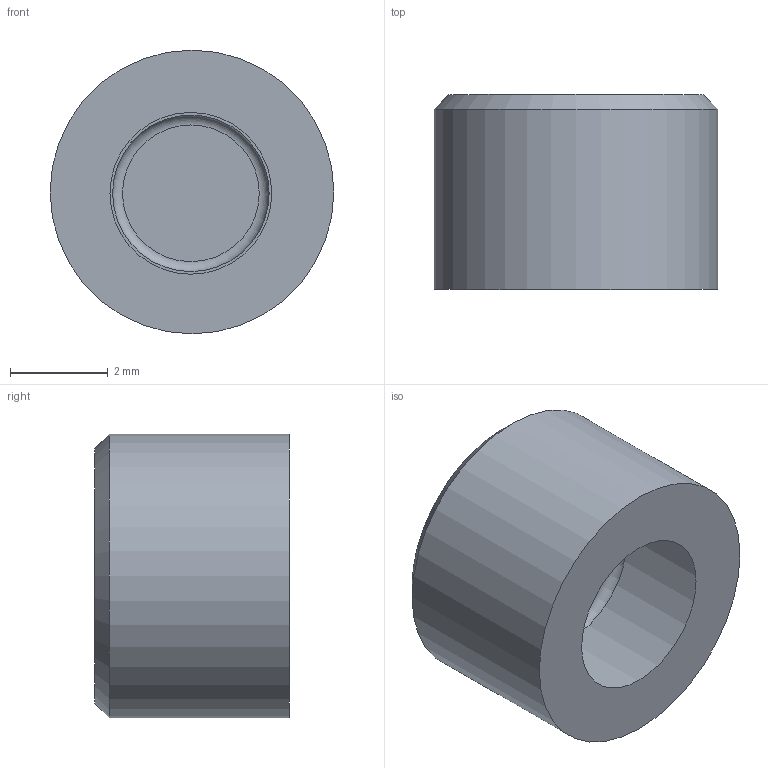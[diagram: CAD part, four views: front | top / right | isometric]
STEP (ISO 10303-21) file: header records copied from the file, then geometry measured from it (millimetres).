
FILE_DESCRIPTION(/* description */ (''),/* implementation_level */ '2;1');
FILE_NAME(/* name */ 'funsion360_modeling_06 v36.step',/* time_stamp */ '2022-06-26T15:26:46+08:00',/* author */ (''),/* organization */ (''),/* preprocessor_version */ 'ST-DEVELOPER v19',/* originating_system */ 'Autodesk Translation Framework v11.7.0.108',/* authorisation */ '');
FILE_SCHEMA (('AUTOMOTIVE_DESIGN { 1 0 10303 214 3 1 1 }'));
Length unit declared in the file: millimetre
Products named in the file (1): funsion360_modeling_06
Bounding box: 5.8 x 3.98 x 5.8 mm (x, y, z)
Volume: 86.6 mm3; surface area: 142.6 mm2
Topology: 1 solids, 1 shells, 7 faces, 10 edges, 6 vertices
Faces by surface type: plane 3, cone 2, cylinder 1, torus 1
Full cylindrical faces by diameter (mm): 5.8 x1
Entity records: 219 total; most frequent: DIRECTION 33, CARTESIAN_POINT 24, ORIENTED_EDGE 20, AXIS2_PLACEMENT_3D 15, EDGE_CURVE 10, EDGE_LOOP 8, FACE_OUTER_BOUND 7, CIRCLE 7
